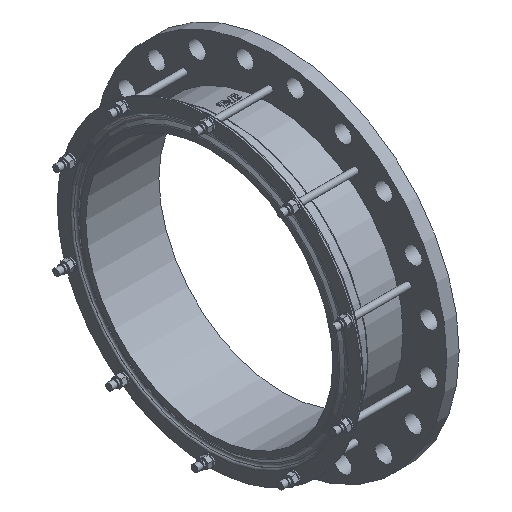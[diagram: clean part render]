
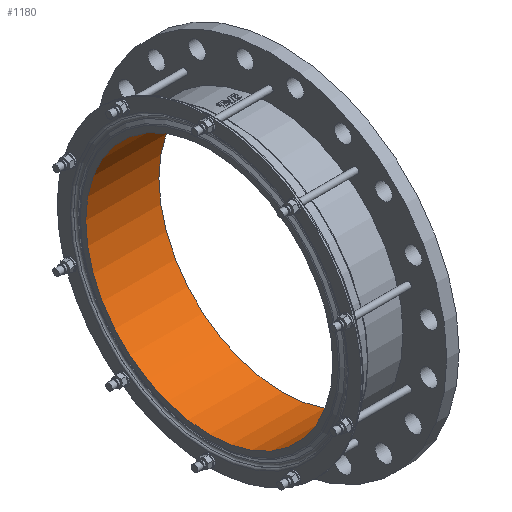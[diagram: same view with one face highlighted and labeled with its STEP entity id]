
A CAD part, isometric view. The second image highlights one B-rep face of the part: STEP entity #1180.
In plain terms, the highlighted cylindrical face has radius 250 mm (diameter 500 mm), a full revolution.
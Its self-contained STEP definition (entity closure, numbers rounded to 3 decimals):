
#268 = EDGE_CURVE ( 'NONE', #7233, #7233, #2881, .T. ) ;
#408 = EDGE_CURVE ( 'NONE', #7263, #7263, #3033, .T. ) ;
#1180 = ADVANCED_FACE ( 'NONE', ( #3480, #3485 ), #3487, .F. ) ;
#1681 = EDGE_LOOP ( 'NONE', ( #5236 ) ) ;
#1682 = EDGE_LOOP ( 'NONE', ( #5237 ) ) ;
#2708 = AXIS2_PLACEMENT_3D ( 'NONE', #7554, #7435, #7437 ) ;
#2752 = AXIS2_PLACEMENT_3D ( 'NONE', #4521, #4522, #4523 ) ;
#2881 = CIRCLE ( 'NONE', #2708, 250. ) ;
#3033 = CIRCLE ( 'NONE', #2752, 250. ) ;
#3480 = FACE_OUTER_BOUND ( 'NONE', #1681, .T. ) ;
#3485 = FACE_OUTER_BOUND ( 'NONE', #1682, .T. ) ;
#3487 = CYLINDRICAL_SURFACE ( 'NONE', #5963, 250. ) ;
#4521 = CARTESIAN_POINT ( 'NONE',  ( -48., 0., 0. ) ) ;
#4522 = DIRECTION ( 'NONE',  ( 1., 0., 0. ) ) ;
#4523 = DIRECTION ( 'NONE',  ( 0., 0., -1. ) ) ;
#5236 = ORIENTED_EDGE ( 'NONE', *, *, #268, .T. ) ;
#5237 = ORIENTED_EDGE ( 'NONE', *, *, #408, .F. ) ;
#5757 = DIRECTION ( 'NONE',  ( 0., 0., -1. ) ) ;
#5758 = CARTESIAN_POINT ( 'NONE',  ( -78., 0., 0. ) ) ;
#5759 = DIRECTION ( 'NONE',  ( 1., 0., 0. ) ) ;
#5963 = AXIS2_PLACEMENT_3D ( 'NONE', #5758, #5759, #5757 ) ;
#7092 = CARTESIAN_POINT ( 'NONE',  ( 100., 0., -250. ) ) ;
#7122 = CARTESIAN_POINT ( 'NONE',  ( -48., 0., -250. ) ) ;
#7233 = VERTEX_POINT ( 'NONE', #7092 ) ;
#7263 = VERTEX_POINT ( 'NONE', #7122 ) ;
#7435 = DIRECTION ( 'NONE',  ( 1., 0., 0. ) ) ;
#7437 = DIRECTION ( 'NONE',  ( 0., 0., -1. ) ) ;
#7554 = CARTESIAN_POINT ( 'NONE',  ( 100., 0., 0. ) ) ;
